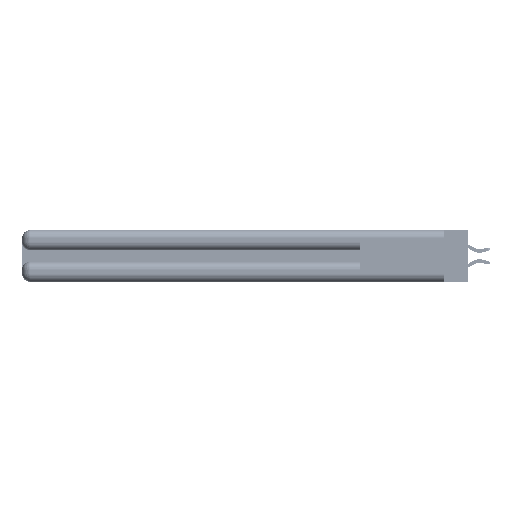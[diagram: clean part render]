
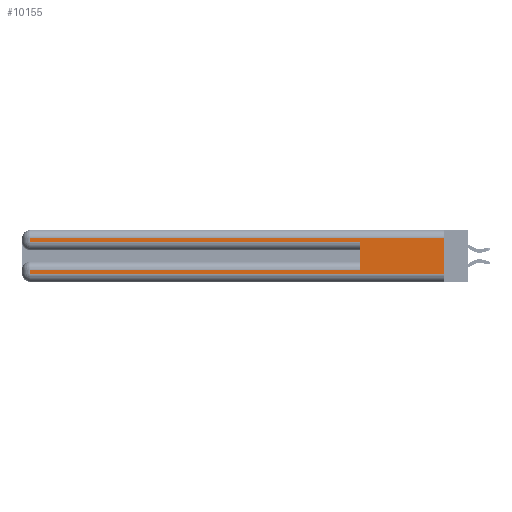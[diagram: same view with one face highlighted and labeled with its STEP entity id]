
A CAD part, left-side view. The second image highlights one B-rep face of the part: STEP entity #10155.
In plain terms, the highlighted planar face has unit normal (-1, 0, 0).
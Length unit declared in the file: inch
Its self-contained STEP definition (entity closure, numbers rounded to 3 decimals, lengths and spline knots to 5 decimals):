
#328 = LINE ( 'NONE', #42034, #22419 ) ;
#3722 = DIRECTION ( 'NONE',  ( 0., 0., -1. ) ) ;
#3839 = VECTOR ( 'NONE', #16676, 39.37008 ) ;
#5146 = CARTESIAN_POINT ( 'NONE',  ( 0., 2.94, 0.285 ) ) ;
#5281 = ORIENTED_EDGE ( 'NONE', *, *, #13192, .F. ) ;
#6316 = PLANE ( 'NONE',  #15317 ) ;
#6587 = VERTEX_POINT ( 'NONE', #22843 ) ;
#6784 = VECTOR ( 'NONE', #31303, 39.37008 ) ;
#8083 = DIRECTION ( 'NONE',  ( 0., 0., -1. ) ) ;
#9135 = LINE ( 'NONE', #18945, #31210 ) ;
#9185 = LINE ( 'NONE', #37916, #54897 ) ;
#10098 = ORIENTED_EDGE ( 'NONE', *, *, #28019, .T. ) ;
#10155 = ADVANCED_FACE ( 'NONE', ( #44461 ), #6316, .F. ) ;
#11341 = EDGE_CURVE ( 'NONE', #53764, #22653, #9135, .T. ) ;
#11720 = VERTEX_POINT ( 'NONE', #30263 ) ;
#12262 = VERTEX_POINT ( 'NONE', #56066 ) ;
#12461 = VECTOR ( 'NONE', #3722, 39.37008 ) ;
#12970 = CARTESIAN_POINT ( 'NONE',  ( 0., 2.94, 0.085 ) ) ;
#13192 = EDGE_CURVE ( 'NONE', #53764, #53110, #42067, .T. ) ;
#13870 = LINE ( 'NONE', #34385, #12461 ) ;
#14032 = ORIENTED_EDGE ( 'NONE', *, *, #11341, .T. ) ;
#14969 = CARTESIAN_POINT ( 'NONE',  ( 0., 0., 0.06 ) ) ;
#15204 = DIRECTION ( 'NONE',  ( 0., 0., -1. ) ) ;
#15317 = AXIS2_PLACEMENT_3D ( 'NONE', #37209, #41696, #15204 ) ;
#15761 = CARTESIAN_POINT ( 'NONE',  ( 0., 0., 0.285 ) ) ;
#15841 = CARTESIAN_POINT ( 'NONE',  ( 0., 2.94, 0.31 ) ) ;
#16676 = DIRECTION ( 'NONE',  ( 0., -1., 0. ) ) ;
#17584 = VERTEX_POINT ( 'NONE', #5146 ) ;
#17896 = VECTOR ( 'NONE', #8083, 39.37008 ) ;
#18122 = LINE ( 'NONE', #14969, #28420 ) ;
#18364 = ORIENTED_EDGE ( 'NONE', *, *, #45223, .F. ) ;
#18945 = CARTESIAN_POINT ( 'NONE',  ( 0., 0., 0.085 ) ) ;
#20313 = DIRECTION ( 'NONE',  ( 0., 1., 0. ) ) ;
#22419 = VECTOR ( 'NONE', #46523, 39.37008 ) ;
#22653 = VERTEX_POINT ( 'NONE', #12970 ) ;
#22843 = CARTESIAN_POINT ( 'NONE',  ( 0., 0., 0.06 ) ) ;
#23909 = ORIENTED_EDGE ( 'NONE', *, *, #51461, .T. ) ;
#25860 = LINE ( 'NONE', #15761, #3839 ) ;
#27211 = CARTESIAN_POINT ( 'NONE',  ( 0., 0.6, 0.085 ) ) ;
#28019 = EDGE_CURVE ( 'NONE', #12262, #40944, #9185, .T. ) ;
#28420 = VECTOR ( 'NONE', #36955, 39.37008 ) ;
#29576 = LINE ( 'NONE', #30856, #17896 ) ;
#30263 = CARTESIAN_POINT ( 'NONE',  ( 0., 2.94, 0.06 ) ) ;
#30856 = CARTESIAN_POINT ( 'NONE',  ( 0., 2.94, 0.37 ) ) ;
#31210 = VECTOR ( 'NONE', #45467, 39.37008 ) ;
#31303 = DIRECTION ( 'NONE',  ( 0., 0., 1. ) ) ;
#34385 = CARTESIAN_POINT ( 'NONE',  ( 0., 0., 0.37 ) ) ;
#35501 = EDGE_LOOP ( 'NONE', ( #18364, #10098, #37759, #23909, #5281, #14032, #38192, #35639 ) ) ;
#35639 = ORIENTED_EDGE ( 'NONE', *, *, #53222, .T. ) ;
#36955 = DIRECTION ( 'NONE',  ( 0., -1., 0. ) ) ;
#37209 = CARTESIAN_POINT ( 'NONE',  ( 0., 0., 0.37 ) ) ;
#37759 = ORIENTED_EDGE ( 'NONE', *, *, #42177, .T. ) ;
#37916 = CARTESIAN_POINT ( 'NONE',  ( 0., 0., 0.31 ) ) ;
#38192 = ORIENTED_EDGE ( 'NONE', *, *, #39058, .T. ) ;
#39058 = EDGE_CURVE ( 'NONE', #22653, #11720, #29576, .T. ) ;
#40944 = VERTEX_POINT ( 'NONE', #15841 ) ;
#41696 = DIRECTION ( 'NONE',  ( 1., 0., 0. ) ) ;
#42034 = CARTESIAN_POINT ( 'NONE',  ( 0., 2.94, 0.37 ) ) ;
#42067 = LINE ( 'NONE', #53455, #6784 ) ;
#42177 = EDGE_CURVE ( 'NONE', #40944, #17584, #328, .T. ) ;
#44461 = FACE_OUTER_BOUND ( 'NONE', #35501, .T. ) ;
#45223 = EDGE_CURVE ( 'NONE', #12262, #6587, #13870, .T. ) ;
#45337 = CARTESIAN_POINT ( 'NONE',  ( 0., 0.6, 0.285 ) ) ;
#45467 = DIRECTION ( 'NONE',  ( 0., 1., 0. ) ) ;
#46523 = DIRECTION ( 'NONE',  ( 0., 0., -1. ) ) ;
#51461 = EDGE_CURVE ( 'NONE', #17584, #53110, #25860, .T. ) ;
#53110 = VERTEX_POINT ( 'NONE', #45337 ) ;
#53222 = EDGE_CURVE ( 'NONE', #11720, #6587, #18122, .T. ) ;
#53455 = CARTESIAN_POINT ( 'NONE',  ( 0., 0.6, 0.145 ) ) ;
#53764 = VERTEX_POINT ( 'NONE', #27211 ) ;
#54897 = VECTOR ( 'NONE', #20313, 39.37008 ) ;
#56066 = CARTESIAN_POINT ( 'NONE',  ( 0., 0., 0.31 ) ) ;
